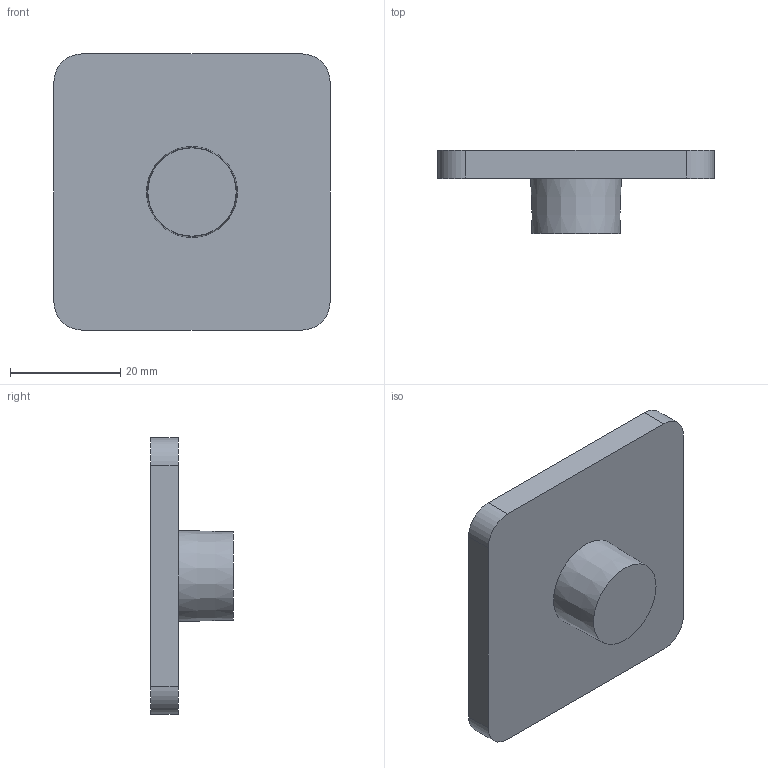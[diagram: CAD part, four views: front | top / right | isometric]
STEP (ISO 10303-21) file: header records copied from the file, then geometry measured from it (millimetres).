
FILE_DESCRIPTION(/* description */ (''),/* implementation_level */ '2;1');
FILE_NAME(/* name */ 'Base_final.stp',/* time_stamp */ '2025-03-22T12:50:14+01:00',/* author */ ('Marcu'),/* organization */ (''),/* preprocessor_version */ 'ST-DEVELOPER v20',/* originating_system */ 'Autodesk Inventor 2025',/* authorisation */ '');
FILE_SCHEMA (('AUTOMOTIVE_DESIGN { 1 0 10303 214 3 1 1 }'));
Length unit declared in the file: millimetre
Products named in the file (1): Base2
Bounding box: 50 x 15 x 50 mm (x, y, z)
Volume: 14179.3 mm3; surface area: 6619.4 mm2
Topology: 1 solids, 1 shells, 18 faces, 36 edges, 24 vertices
Faces by surface type: plane 10, cylinder 7, cone 1
Full cylindrical faces by diameter (mm): 5 x2, 6 x1
Entity records: 519 total; most frequent: DIRECTION 90, CARTESIAN_POINT 79, ORIENTED_EDGE 72, EDGE_CURVE 36, AXIS2_PLACEMENT_3D 35, VERTEX_POINT 24, EDGE_LOOP 22, LINE 20
